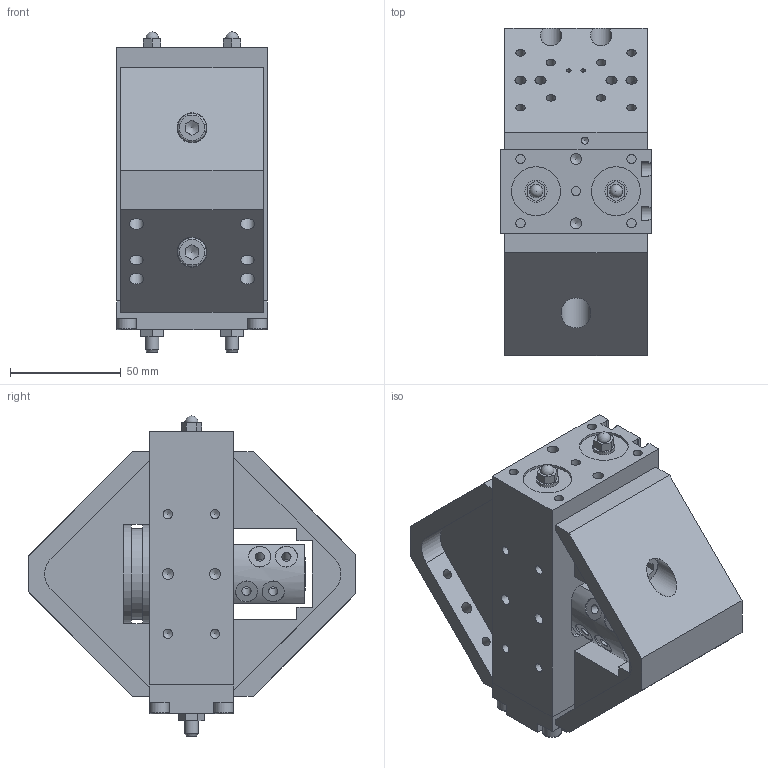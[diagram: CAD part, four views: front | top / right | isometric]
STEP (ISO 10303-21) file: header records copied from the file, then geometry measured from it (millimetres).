
FILE_DESCRIPTION(/* description */ (''),/* implementation_level */ '2;1');
FILE_NAME(/* name */ 'TC-PAO-20-P.stp',/* time_stamp */ '2018-01-16T10:00:14+01:00',/* author */ ('Tecnico'),/* organization */ (''),/* preprocessor_version */ 'ST-DEVELOPER v16.13',/* originating_system */ 'Autodesk Inventor 2018',/* authorisation */ '');
FILE_SCHEMA (('AUTOMOTIVE_DESIGN { 1 0 10303 214 3 1 1 }'));
Length unit declared in the file: millimetre
Products named in the file (16): TC-PAO-20-P; PAO-20-P; PAO-20-CORPO; PAO-20-ALBERO PER DISTRIBUTORE; PAO-20-DISTRIBUTORE; PAO-20-TESTATA; ISO 2338 - 5 h8 x 14 - B; AS 1420 - 1973 - M5 x 16; AS 1421 - M6 x 16 punta piana; CSN EN 24 036 - M6; PAO-15-SILENZIATORE; TARGHETTA 22X52; TC-PAO-20-TESTATA; TC-PAO-20-TESTA OSCILLANTE; ISO 4762 - M8 x 30; ISO 4762 - M5 x 40
Assembly tree (27 placements, depth 3):
  TC-PAO-20-P
    PAO-20-P
      PAO-20-CORPO
      PAO-20-ALBERO PER DISTRIBUTORE
      PAO-20-DISTRIBUTORE
      PAO-20-TESTATA
      ISO 2338 - 5 h8 x 14 - B  x2
      AS 1420 - 1973 - M5 x 16  x5
      AS 1421 - M6 x 16 punta piana  x2
      CSN EN 24 036 - M6  x2
      PAO-15-SILENZIATORE  x2
      TARGHETTA 22X52
    TC-PAO-20-TESTATA
    TC-PAO-20-TESTA OSCILLANTE
    ISO 4762 - M8 x 30  x2
    ISO 4762 - M5 x 40  x4
Bounding box: 68.01 x 147.5 x 144.2 mm (x, y, z)
Volume: 623943.1 mm3; surface area: 145810.4 mm2
Topology: 26 solids, 26 shells, 834 faces, 2101 edges, 1384 vertices
Faces by surface type: plane 442, cylinder 188, bspline 99, cone 81, torus 22, sphere 2
Full cylindrical faces by diameter (mm): 2 x4, 2.459 x2, 2.5 x4, 2.816 x1, 3.242 x2, 3.8 x1, 4 x1, 4.134 x40, 4.5 x4, 4.917 x4, 5 x31, 5.5 x9, 6 x6, 6.647 x4, 6.7 x2, 8 x2, 8.5 x11, 9 x1, 9.5 x4, 10 x6, 10.5 x2, 13 x2, 13.5 x2, 13.9 x1, 15 x2, 21.5 x1, 22 x4, 23 x1, 25 x1, 27 x2
Entity records: 20108 total; most frequent: CARTESIAN_POINT 4505, ORIENTED_EDGE 2912, DIRECTION 2824, EDGE_CURVE 1456, VERTEX_POINT 1072, EDGE_LOOP 1038, AXIS2_PLACEMENT_3D 979, LINE 866
